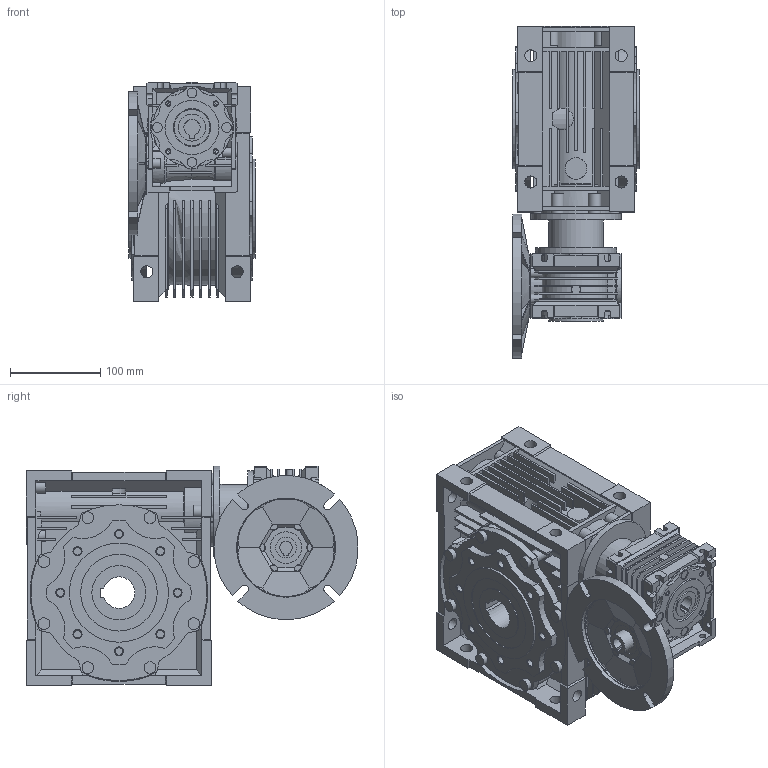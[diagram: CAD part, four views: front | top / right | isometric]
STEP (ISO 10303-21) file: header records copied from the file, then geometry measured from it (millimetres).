
FILE_DESCRIPTION(('STEP AP203'), '1');
FILE_NAME('DRV 040-090 (UB1)', '', ('UNSPECIFIED'), ('UNSPECIFIED'), 'ASCON STEP Converter 1.3', 'ASCON Math Kernel', '');
FILE_SCHEMA(('CONFIG_CONTROL_DESIGN'));
Length unit declared in the file: millimetre
Products named in the file (11): _Gear unit 90; _090-35 (140); _VB 075-28 (28); 1; 2; _VB 040-14 (14); _40-71 B5
Assembly tree (10 placements, depth 3):
  (unnamed)
    (unnamed)
      _Gear unit 90
      _090-35 (140)
      _VB 075-28 (28)
    (unnamed)
    (unnamed)
      1
      2
      _VB 040-14 (14)
      _40-71 B5
Bounding box: 140 x 368.04 x 243 mm (x, y, z)
Volume: 1194894.4 mm3; surface area: 867886.2 mm2
Topology: 13 solids, 14 shells, 1525 faces, 4248 edges, 2751 vertices
Faces by surface type: plane 1036, cylinder 383, cone 102, torus 4
Full cylindrical faces by diameter (mm): 4.917 x10, 5.55 x3, 7 x6, 7.45 x4, 8.376 x16, 10 x6, 10.8 x4, 11 x6, 13 x8, 13.4 x14, 16 x1, 23 x2, 24 x2, 28 x1, 30 x3, 35 x1, 36 x1, 39 x1, 40 x2, 46 x1, 47 x1, 50 x1, 60 x9, 65 x1, 67.5 x1, 68 x3, 75 x1, 85 x1, 90 x1, 100 x1
Entity records: 65160 total; most frequent: CARTESIAN_POINT 13758, ORIENTED_EDGE 8124, DIRECTION 7800, EDGE_CURVE 4063, VERTEX_POINT 2739, LINE 2630, VECTOR 2630, AXIS2_PLACEMENT_3D 2585
